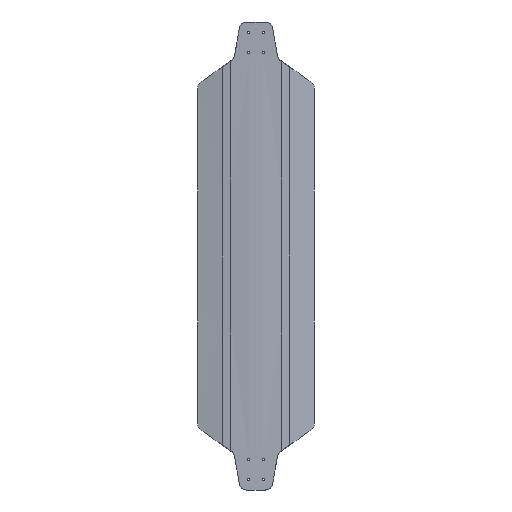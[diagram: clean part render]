
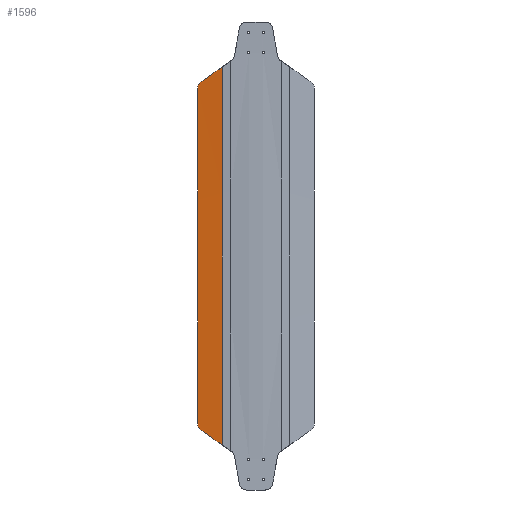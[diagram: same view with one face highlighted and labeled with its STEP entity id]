
A CAD part, front view. The second image highlights one B-rep face of the part: STEP entity #1596.
In plain terms, the highlighted conical face has half-angle 9.594 degrees and reference radius 30005 mm.
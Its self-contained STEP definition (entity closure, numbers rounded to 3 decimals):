
#83=CIRCLE('',#1730,30001.399);
#84=CIRCLE('',#1732,30010.);
#131=CONICAL_SURFACE('',#1729,30005.,0.167);
#136=FACE_OUTER_BOUND('',#232,.T.);
#232=EDGE_LOOP('',(#1067,#1068,#1069,#1070,#1071,#1072));
#559=ELLIPSE('',#1725,55716.85,31012.732);
#563=ELLIPSE('',#1731,55716.85,31012.732);
#585=B_SPLINE_CURVE_WITH_KNOTS('',3,(#2372,#2373,#2374,#2375,#2376,#2377,
#2378,#2379,#2380,#2381,#2382,#2383,#2384,#2385),.UNSPECIFIED.,.F.,.F.,
(4,2,2,2,2,2,4),(7.279,7.282,7.585,7.887,
8.19,8.492,8.764),.UNSPECIFIED.);
#586=B_SPLINE_CURVE_WITH_KNOTS('',3,(#2388,#2389,#2390,#2391,#2392,#2393,
#2394,#2395,#2396,#2397,#2398,#2399,#2400,#2401),.UNSPECIFIED.,.F.,.F.,
(4,2,2,2,2,2,4),(0.948,1.22,1.522,1.825,
2.127,2.43,2.433),.UNSPECIFIED.);
#647=VERTEX_POINT('',#2340);
#649=VERTEX_POINT('',#2348);
#655=VERTEX_POINT('',#2367);
#656=VERTEX_POINT('',#2369);
#657=VERTEX_POINT('',#2371);
#658=VERTEX_POINT('',#2386);
#816=EDGE_CURVE('',#649,#647,#559,.T.);
#823=EDGE_CURVE('',#655,#647,#83,.T.);
#824=EDGE_CURVE('',#655,#656,#563,.T.);
#825=EDGE_CURVE('',#657,#656,#585,.T.);
#826=EDGE_CURVE('',#658,#657,#84,.T.);
#827=EDGE_CURVE('',#649,#658,#586,.T.);
#1067=ORIENTED_EDGE('',*,*,#823,.F.);
#1068=ORIENTED_EDGE('',*,*,#824,.T.);
#1069=ORIENTED_EDGE('',*,*,#825,.F.);
#1070=ORIENTED_EDGE('',*,*,#826,.F.);
#1071=ORIENTED_EDGE('',*,*,#827,.F.);
#1072=ORIENTED_EDGE('',*,*,#816,.T.);
#1596=ADVANCED_FACE('',(#136),#131,.F.);
#1725=AXIS2_PLACEMENT_3D('',#2349,#1896,#1897);
#1729=AXIS2_PLACEMENT_3D('',#2366,#1906,#1907);
#1730=AXIS2_PLACEMENT_3D('',#2368,#1908,#1909);
#1731=AXIS2_PLACEMENT_3D('',#2370,#1910,#1911);
#1732=AXIS2_PLACEMENT_3D('',#2387,#1912,#1913);
#1896=DIRECTION('center_axis',(-0.574,0.,-0.819));
#1897=DIRECTION('ref_axis',(-0.819,0.,0.574));
#1906=DIRECTION('center_axis',(-1.,0.,0.));
#1907=DIRECTION('ref_axis',(0.,1.,0.));
#1908=DIRECTION('center_axis',(-1.,0.,0.));
#1909=DIRECTION('ref_axis',(0.,1.,0.007));
#1910=DIRECTION('center_axis',(-0.574,0.,0.819));
#1911=DIRECTION('ref_axis',(0.819,0.,0.574));
#1912=DIRECTION('center_axis',(1.,0.,0.));
#1913=DIRECTION('ref_axis',(0.,0.,-1.));
#2340=CARTESIAN_POINT('',(-69.114,-1.136,-389.996));
#2348=CARTESIAN_POINT('',(-113.177,6.698,-359.142));
#2349=CARTESIAN_POINT('Origin',(-11643.769,-30000.,7714.665));
#2366=CARTESIAN_POINT('Origin',(-90.42,-30000.,0.));
#2367=CARTESIAN_POINT('',(-69.114,-1.136,389.996));
#2368=CARTESIAN_POINT('Origin',(-69.114,-30000.,0.));
#2369=CARTESIAN_POINT('',(-113.177,6.698,359.142));
#2370=CARTESIAN_POINT('Origin',(-11643.769,-30000.,-7714.665));
#2371=CARTESIAN_POINT('',(-120.,8.005,346.036));
#2372=CARTESIAN_POINT('Ctrl Pts',(-120.,8.005,346.036));
#2373=CARTESIAN_POINT('Ctrl Pts',(-120.,8.005,346.046));
#2374=CARTESIAN_POINT('Ctrl Pts',(-120.,8.005,346.057));
#2375=CARTESIAN_POINT('Ctrl Pts',(-119.998,7.993,347.075));
#2376=CARTESIAN_POINT('Ctrl Pts',(-119.899,7.964,348.117));
#2377=CARTESIAN_POINT('Ctrl Pts',(-119.488,7.87,350.187));
#2378=CARTESIAN_POINT('Ctrl Pts',(-119.176,7.806,351.215));
#2379=CARTESIAN_POINT('Ctrl Pts',(-118.354,7.643,353.184));
#2380=CARTESIAN_POINT('Ctrl Pts',(-117.844,7.546,354.127));
#2381=CARTESIAN_POINT('Ctrl Pts',(-116.666,7.326,355.868));
#2382=CARTESIAN_POINT('Ctrl Pts',(-116.,7.204,356.667));
#2383=CARTESIAN_POINT('Ctrl Pts',(-114.654,6.961,358.007));
#2384=CARTESIAN_POINT('Ctrl Pts',(-113.945,6.834,358.605));
#2385=CARTESIAN_POINT('Ctrl Pts',(-113.177,6.698,359.142));
#2386=CARTESIAN_POINT('',(-120.,8.005,-346.036));
#2387=CARTESIAN_POINT('Origin',(-120.,-30000.,0.));
#2388=CARTESIAN_POINT('Ctrl Pts',(-113.177,6.698,-359.142));
#2389=CARTESIAN_POINT('Ctrl Pts',(-113.945,6.834,-358.605));
#2390=CARTESIAN_POINT('Ctrl Pts',(-114.654,6.961,-358.007));
#2391=CARTESIAN_POINT('Ctrl Pts',(-116.,7.204,-356.667));
#2392=CARTESIAN_POINT('Ctrl Pts',(-116.666,7.326,-355.868));
#2393=CARTESIAN_POINT('Ctrl Pts',(-117.844,7.546,-354.127));
#2394=CARTESIAN_POINT('Ctrl Pts',(-118.354,7.643,-353.184));
#2395=CARTESIAN_POINT('Ctrl Pts',(-119.176,7.806,-351.215));
#2396=CARTESIAN_POINT('Ctrl Pts',(-119.488,7.87,-350.187));
#2397=CARTESIAN_POINT('Ctrl Pts',(-119.899,7.964,-348.117));
#2398=CARTESIAN_POINT('Ctrl Pts',(-119.998,7.993,-347.075));
#2399=CARTESIAN_POINT('Ctrl Pts',(-120.,8.005,-346.057));
#2400=CARTESIAN_POINT('Ctrl Pts',(-120.,8.005,-346.046));
#2401=CARTESIAN_POINT('Ctrl Pts',(-120.,8.005,-346.036));
